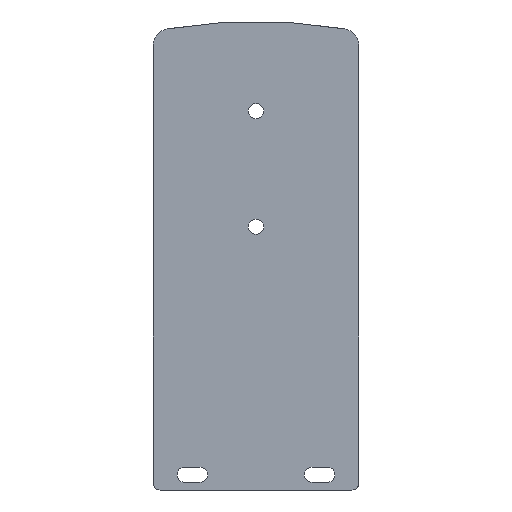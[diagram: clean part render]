
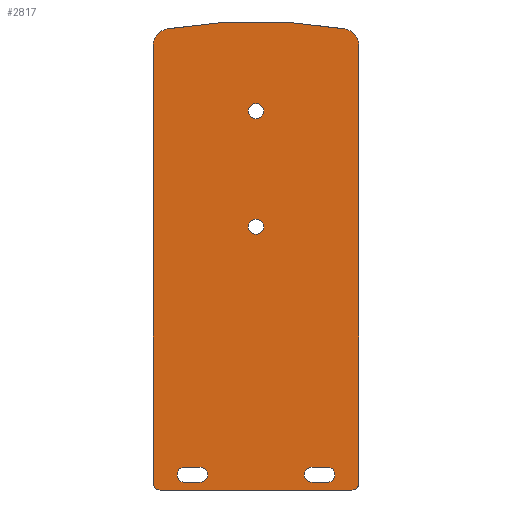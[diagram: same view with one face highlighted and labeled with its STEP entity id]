
A CAD part, front view. The second image highlights one B-rep face of the part: STEP entity #2817.
In plain terms, the highlighted planar face has unit normal (0, -1, 0).
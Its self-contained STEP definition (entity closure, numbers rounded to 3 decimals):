
#516=FACE_BOUND('',#6390,.T.);
#517=FACE_BOUND('',#6391,.T.);
#518=FACE_BOUND('',#6392,.T.);
#519=FACE_BOUND('',#6393,.T.);
#520=FACE_BOUND('',#6394,.T.);
#1375=CIRCLE('',#27958,2.25);
#1376=CIRCLE('',#27959,2.25);
#1377=CIRCLE('',#27960,2.);
#1378=CIRCLE('',#27961,5.);
#1379=CIRCLE('',#27962,151.158);
#1380=CIRCLE('',#27963,5.);
#1381=CIRCLE('',#27964,2.);
#1382=CIRCLE('',#27965,2.25);
#1383=CIRCLE('',#27966,2.25);
#1384=CIRCLE('',#27967,2.25);
#1385=CIRCLE('',#27968,2.25);
#1386=CIRCLE('',#27969,2.25);
#1387=CIRCLE('',#27970,2.25);
#2817=ADVANCED_FACE('',(#516,#517,#518,#519,#520),#4286,.F.);
#4286=PLANE('',#27971);
#6390=EDGE_LOOP('',(#8382,#8383));
#6391=EDGE_LOOP('',(#8384,#8385,#8386,#8387,#8388,#8389,#8390,#8391));
#6392=EDGE_LOOP('',(#8392,#8393,#8394,#8395));
#6393=EDGE_LOOP('',(#8396,#8397,#8398,#8399));
#6394=EDGE_LOOP('',(#8400,#8401));
#8382=ORIENTED_EDGE('',*,*,#19273,.F.);
#8383=ORIENTED_EDGE('',*,*,#19274,.F.);
#8384=ORIENTED_EDGE('',*,*,#19275,.T.);
#8385=ORIENTED_EDGE('',*,*,#19276,.T.);
#8386=ORIENTED_EDGE('',*,*,#19277,.T.);
#8387=ORIENTED_EDGE('',*,*,#19278,.F.);
#8388=ORIENTED_EDGE('',*,*,#19279,.F.);
#8389=ORIENTED_EDGE('',*,*,#19280,.F.);
#8390=ORIENTED_EDGE('',*,*,#19281,.T.);
#8391=ORIENTED_EDGE('',*,*,#19282,.T.);
#8392=ORIENTED_EDGE('',*,*,#19283,.F.);
#8393=ORIENTED_EDGE('',*,*,#19284,.F.);
#8394=ORIENTED_EDGE('',*,*,#19285,.F.);
#8395=ORIENTED_EDGE('',*,*,#19286,.F.);
#8396=ORIENTED_EDGE('',*,*,#19287,.F.);
#8397=ORIENTED_EDGE('',*,*,#19288,.F.);
#8398=ORIENTED_EDGE('',*,*,#19289,.F.);
#8399=ORIENTED_EDGE('',*,*,#19290,.F.);
#8400=ORIENTED_EDGE('',*,*,#19291,.F.);
#8401=ORIENTED_EDGE('',*,*,#19292,.F.);
#16518=VERTEX_POINT('',#39561);
#16519=VERTEX_POINT('',#39562);
#16520=VERTEX_POINT('',#39565);
#16521=VERTEX_POINT('',#39566);
#16522=VERTEX_POINT('',#39568);
#16523=VERTEX_POINT('',#39570);
#16524=VERTEX_POINT('',#39572);
#16525=VERTEX_POINT('',#39574);
#16526=VERTEX_POINT('',#39576);
#16527=VERTEX_POINT('',#39578);
#16528=VERTEX_POINT('',#39581);
#16529=VERTEX_POINT('',#39582);
#16530=VERTEX_POINT('',#39584);
#16531=VERTEX_POINT('',#39586);
#16532=VERTEX_POINT('',#39589);
#16533=VERTEX_POINT('',#39590);
#16534=VERTEX_POINT('',#39592);
#16535=VERTEX_POINT('',#39594);
#16536=VERTEX_POINT('',#39597);
#16537=VERTEX_POINT('',#39598);
#19273=EDGE_CURVE('',#16518,#16519,#1375,.T.);
#19274=EDGE_CURVE('',#16519,#16518,#1376,.T.);
#19275=EDGE_CURVE('',#16520,#16521,#23339,.T.);
#19276=EDGE_CURVE('',#16521,#16522,#1377,.T.);
#19277=EDGE_CURVE('',#16522,#16523,#23340,.T.);
#19278=EDGE_CURVE('',#16524,#16523,#1378,.T.);
#19279=EDGE_CURVE('',#16525,#16524,#1379,.T.);
#19280=EDGE_CURVE('',#16526,#16525,#1380,.T.);
#19281=EDGE_CURVE('',#16526,#16527,#23341,.T.);
#19282=EDGE_CURVE('',#16527,#16520,#1381,.T.);
#19283=EDGE_CURVE('',#16528,#16529,#1382,.T.);
#19284=EDGE_CURVE('',#16530,#16528,#23342,.T.);
#19285=EDGE_CURVE('',#16531,#16530,#1383,.T.);
#19286=EDGE_CURVE('',#16529,#16531,#23343,.T.);
#19287=EDGE_CURVE('',#16532,#16533,#23344,.T.);
#19288=EDGE_CURVE('',#16534,#16532,#1384,.T.);
#19289=EDGE_CURVE('',#16535,#16534,#23345,.T.);
#19290=EDGE_CURVE('',#16533,#16535,#1385,.T.);
#19291=EDGE_CURVE('',#16536,#16537,#1386,.T.);
#19292=EDGE_CURVE('',#16537,#16536,#1387,.T.);
#23339=LINE('',#39564,#25754);
#23340=LINE('',#39569,#25755);
#23341=LINE('',#39577,#25756);
#23342=LINE('',#39583,#25757);
#23343=LINE('',#39587,#25758);
#23344=LINE('',#39588,#25759);
#23345=LINE('',#39593,#25760);
#25754=VECTOR('',#31196,1.);
#25755=VECTOR('',#31199,1.);
#25756=VECTOR('',#31206,1.);
#25757=VECTOR('',#31211,1.);
#25758=VECTOR('',#31214,1.);
#25759=VECTOR('',#31215,1.);
#25760=VECTOR('',#31218,1.);
#27958=AXIS2_PLACEMENT_3D('',#39560,#31192,#31193);
#27959=AXIS2_PLACEMENT_3D('',#39563,#31194,#31195);
#27960=AXIS2_PLACEMENT_3D('',#39567,#31197,#31198);
#27961=AXIS2_PLACEMENT_3D('',#39571,#31200,#31201);
#27962=AXIS2_PLACEMENT_3D('',#39573,#31202,#31203);
#27963=AXIS2_PLACEMENT_3D('',#39575,#31204,#31205);
#27964=AXIS2_PLACEMENT_3D('',#39579,#31207,#31208);
#27965=AXIS2_PLACEMENT_3D('',#39580,#31209,#31210);
#27966=AXIS2_PLACEMENT_3D('',#39585,#31212,#31213);
#27967=AXIS2_PLACEMENT_3D('',#39591,#31216,#31217);
#27968=AXIS2_PLACEMENT_3D('',#39595,#31219,#31220);
#27969=AXIS2_PLACEMENT_3D('',#39596,#31221,#31222);
#27970=AXIS2_PLACEMENT_3D('',#39599,#31223,#31224);
#27971=AXIS2_PLACEMENT_3D('',#39600,#31225,#31226);
#31192=DIRECTION('',(0.,-1.,0.));
#31193=DIRECTION('',(0.,0.,-1.));
#31194=DIRECTION('',(0.,-1.,0.));
#31195=DIRECTION('',(0.,0.,1.));
#31196=DIRECTION('',(1.,0.,0.));
#31197=DIRECTION('',(0.,-1.,0.));
#31198=DIRECTION('',(0.,0.,1.));
#31199=DIRECTION('',(0.,0.,1.));
#31200=DIRECTION('',(0.,1.,0.));
#31201=DIRECTION('',(0.,0.,1.));
#31202=DIRECTION('',(0.,1.,0.));
#31203=DIRECTION('',(-0.171,0.,0.985));
#31204=DIRECTION('',(0.,1.,0.));
#31205=DIRECTION('',(0.,0.,1.));
#31206=DIRECTION('',(0.,0.,-1.));
#31207=DIRECTION('',(0.,-1.,0.));
#31208=DIRECTION('',(0.,0.,1.));
#31209=DIRECTION('',(0.,-1.,0.));
#31210=DIRECTION('',(0.,0.,-1.));
#31211=DIRECTION('',(1.,0.,0.));
#31212=DIRECTION('',(0.,-1.,0.));
#31213=DIRECTION('',(0.,0.,1.));
#31214=DIRECTION('',(-1.,0.,0.));
#31215=DIRECTION('',(1.,0.,0.));
#31216=DIRECTION('',(0.,-1.,0.));
#31217=DIRECTION('',(0.,0.,1.));
#31218=DIRECTION('',(-1.,0.,0.));
#31219=DIRECTION('',(0.,-1.,0.));
#31220=DIRECTION('',(0.,0.,-1.));
#31221=DIRECTION('',(0.,-1.,0.));
#31222=DIRECTION('',(0.,0.,-1.));
#31223=DIRECTION('',(0.,-1.,0.));
#31224=DIRECTION('',(0.,0.,1.));
#31225=DIRECTION('',(0.,1.,0.));
#31226=DIRECTION('',(1.,0.,0.));
#39560=CARTESIAN_POINT('',(0.,0.,8.5));
#39561=CARTESIAN_POINT('',(0.,0.,6.25));
#39562=CARTESIAN_POINT('',(0.,0.,10.75));
#39563=CARTESIAN_POINT('',(0.,0.,8.5));
#39564=CARTESIAN_POINT('',(-28.,0.,-69.));
#39565=CARTESIAN_POINT('',(-28.25,0.,-69.));
#39566=CARTESIAN_POINT('',(28.25,0.,-69.));
#39567=CARTESIAN_POINT('',(28.25,0.,-67.));
#39568=CARTESIAN_POINT('',(30.25,0.,-67.));
#39569=CARTESIAN_POINT('',(30.25,0.,-67.));
#39570=CARTESIAN_POINT('',(30.25,0.,61.802));
#39571=CARTESIAN_POINT('',(25.25,0.,61.802));
#39572=CARTESIAN_POINT('',(26.114,0.,66.727));
#39573=CARTESIAN_POINT('',(0.,0.,-82.158));
#39574=CARTESIAN_POINT('',(-26.114,0.,66.727));
#39575=CARTESIAN_POINT('',(-25.25,0.,61.802));
#39576=CARTESIAN_POINT('',(-30.25,0.,61.802));
#39577=CARTESIAN_POINT('',(-30.25,0.,61.845));
#39578=CARTESIAN_POINT('',(-30.25,0.,-67.));
#39579=CARTESIAN_POINT('',(-28.25,0.,-67.));
#39580=CARTESIAN_POINT('',(-16.5,0.,-64.5));
#39581=CARTESIAN_POINT('',(-16.5,0.,-66.75));
#39582=CARTESIAN_POINT('',(-16.5,0.,-62.25));
#39583=CARTESIAN_POINT('',(-21.,0.,-66.75));
#39584=CARTESIAN_POINT('',(-21.,0.,-66.75));
#39585=CARTESIAN_POINT('',(-21.,0.,-64.5));
#39586=CARTESIAN_POINT('',(-21.,0.,-62.25));
#39587=CARTESIAN_POINT('',(-16.5,0.,-62.25));
#39588=CARTESIAN_POINT('',(16.5,0.,-66.75));
#39589=CARTESIAN_POINT('',(16.5,0.,-66.75));
#39590=CARTESIAN_POINT('',(21.,0.,-66.75));
#39591=CARTESIAN_POINT('',(16.5,0.,-64.5));
#39592=CARTESIAN_POINT('',(16.5,0.,-62.25));
#39593=CARTESIAN_POINT('',(21.,0.,-62.25));
#39594=CARTESIAN_POINT('',(21.,0.,-62.25));
#39595=CARTESIAN_POINT('',(21.,0.,-64.5));
#39596=CARTESIAN_POINT('',(0.,0.,42.5));
#39597=CARTESIAN_POINT('',(0.,0.,40.25));
#39598=CARTESIAN_POINT('',(0.,0.,44.75));
#39599=CARTESIAN_POINT('',(0.,0.,42.5));
#39600=CARTESIAN_POINT('',(0.,0.,0.));
